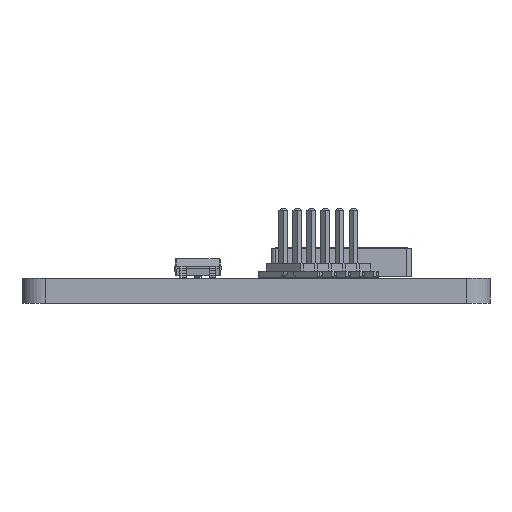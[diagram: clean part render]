
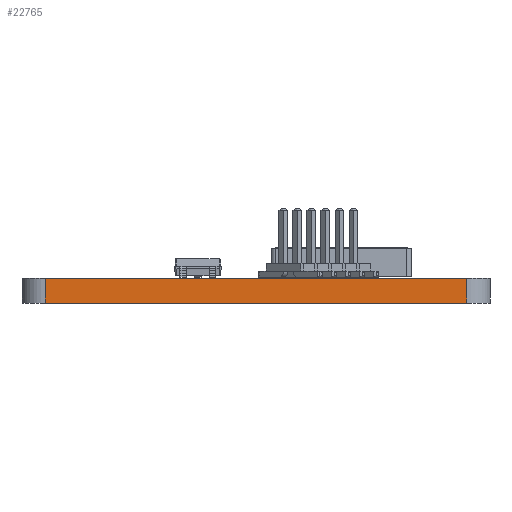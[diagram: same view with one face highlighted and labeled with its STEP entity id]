
A CAD part, front view. The second image highlights one B-rep face of the part: STEP entity #22765.
In plain terms, the highlighted planar face has unit normal (0, -1, 0).
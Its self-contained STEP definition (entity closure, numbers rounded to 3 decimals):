
#22582 = CYLINDRICAL_SURFACE('',#22583,1.5);
#22583 = AXIS2_PLACEMENT_3D('',#22584,#22585,#22586);
#22584 = CARTESIAN_POINT('',(1.5,1.5,0.));
#22585 = DIRECTION('',(0.,0.,-1.));
#22586 = DIRECTION('',(1.,0.,0.));
#22607 = VERTEX_POINT('',#22608);
#22608 = CARTESIAN_POINT('',(1.5,0.,1.6));
#22623 = PLANE('',#22624);
#22624 = AXIS2_PLACEMENT_3D('',#22625,#22626,#22627);
#22625 = CARTESIAN_POINT('',(15.,39.988,1.6));
#22626 = DIRECTION('',(0.,0.,1.));
#22627 = DIRECTION('',(1.,0.,0.));
#22635 = EDGE_CURVE('',#22636,#22607,#22638,.T.);
#22636 = VERTEX_POINT('',#22637);
#22637 = CARTESIAN_POINT('',(1.5,0.,0.));
#22638 = SURFACE_CURVE('',#22639,(#22643,#22650),.PCURVE_S1.);
#22639 = LINE('',#22640,#22641);
#22640 = CARTESIAN_POINT('',(1.5,0.,0.));
#22641 = VECTOR('',#22642,1.);
#22642 = DIRECTION('',(0.,0.,1.));
#22643 = PCURVE('',#22582,#22644);
#22644 = DEFINITIONAL_REPRESENTATION('',(#22645),#22649);
#22645 = LINE('',#22646,#22647);
#22646 = CARTESIAN_POINT('',(-4.712,0.));
#22647 = VECTOR('',#22648,1.);
#22648 = DIRECTION('',(0.,-1.));
#22649 = ( GEOMETRIC_REPRESENTATION_CONTEXT(2) 
PARAMETRIC_REPRESENTATION_CONTEXT() REPRESENTATION_CONTEXT('2D SPACE',''
  ) );
#22650 = PCURVE('',#22651,#22656);
#22651 = PLANE('',#22652);
#22652 = AXIS2_PLACEMENT_3D('',#22653,#22654,#22655);
#22653 = CARTESIAN_POINT('',(28.5,0.,0.));
#22654 = DIRECTION('',(0.,-1.,0.));
#22655 = DIRECTION('',(-1.,0.,0.));
#22656 = DEFINITIONAL_REPRESENTATION('',(#22657),#22661);
#22657 = LINE('',#22658,#22659);
#22658 = CARTESIAN_POINT('',(27.,0.));
#22659 = VECTOR('',#22660,1.);
#22660 = DIRECTION('',(0.,-1.));
#22661 = ( GEOMETRIC_REPRESENTATION_CONTEXT(2) 
PARAMETRIC_REPRESENTATION_CONTEXT() REPRESENTATION_CONTEXT('2D SPACE',''
  ) );
#22678 = PLANE('',#22679);
#22679 = AXIS2_PLACEMENT_3D('',#22680,#22681,#22682);
#22680 = CARTESIAN_POINT('',(15.,39.988,0.));
#22681 = DIRECTION('',(0.,0.,1.));
#22682 = DIRECTION('',(1.,0.,0.));
#22765 = ADVANCED_FACE('',(#22766),#22651,.T.);
#22766 = FACE_BOUND('',#22767,.T.);
#22767 = EDGE_LOOP('',(#22768,#22798,#22819,#22820));
#22768 = ORIENTED_EDGE('',*,*,#22769,.T.);
#22769 = EDGE_CURVE('',#22770,#22772,#22774,.T.);
#22770 = VERTEX_POINT('',#22771);
#22771 = CARTESIAN_POINT('',(28.5,0.,0.));
#22772 = VERTEX_POINT('',#22773);
#22773 = CARTESIAN_POINT('',(28.5,0.,1.6));
#22774 = SURFACE_CURVE('',#22775,(#22779,#22786),.PCURVE_S1.);
#22775 = LINE('',#22776,#22777);
#22776 = CARTESIAN_POINT('',(28.5,0.,0.));
#22777 = VECTOR('',#22778,1.);
#22778 = DIRECTION('',(0.,0.,1.));
#22779 = PCURVE('',#22651,#22780);
#22780 = DEFINITIONAL_REPRESENTATION('',(#22781),#22785);
#22781 = LINE('',#22782,#22783);
#22782 = CARTESIAN_POINT('',(0.,0.));
#22783 = VECTOR('',#22784,1.);
#22784 = DIRECTION('',(0.,-1.));
#22785 = ( GEOMETRIC_REPRESENTATION_CONTEXT(2) 
PARAMETRIC_REPRESENTATION_CONTEXT() REPRESENTATION_CONTEXT('2D SPACE',''
  ) );
#22786 = PCURVE('',#22787,#22792);
#22787 = CYLINDRICAL_SURFACE('',#22788,1.5);
#22788 = AXIS2_PLACEMENT_3D('',#22789,#22790,#22791);
#22789 = CARTESIAN_POINT('',(28.5,1.5,0.));
#22790 = DIRECTION('',(0.,0.,-1.));
#22791 = DIRECTION('',(1.,0.,0.));
#22792 = DEFINITIONAL_REPRESENTATION('',(#22793),#22797);
#22793 = LINE('',#22794,#22795);
#22794 = CARTESIAN_POINT('',(-4.712,0.));
#22795 = VECTOR('',#22796,1.);
#22796 = DIRECTION('',(0.,-1.));
#22797 = ( GEOMETRIC_REPRESENTATION_CONTEXT(2) 
PARAMETRIC_REPRESENTATION_CONTEXT() REPRESENTATION_CONTEXT('2D SPACE',''
  ) );
#22798 = ORIENTED_EDGE('',*,*,#22799,.T.);
#22799 = EDGE_CURVE('',#22772,#22607,#22800,.T.);
#22800 = SURFACE_CURVE('',#22801,(#22805,#22812),.PCURVE_S1.);
#22801 = LINE('',#22802,#22803);
#22802 = CARTESIAN_POINT('',(28.5,0.,1.6));
#22803 = VECTOR('',#22804,1.);
#22804 = DIRECTION('',(-1.,0.,0.));
#22805 = PCURVE('',#22651,#22806);
#22806 = DEFINITIONAL_REPRESENTATION('',(#22807),#22811);
#22807 = LINE('',#22808,#22809);
#22808 = CARTESIAN_POINT('',(0.,-1.6));
#22809 = VECTOR('',#22810,1.);
#22810 = DIRECTION('',(1.,0.));
#22811 = ( GEOMETRIC_REPRESENTATION_CONTEXT(2) 
PARAMETRIC_REPRESENTATION_CONTEXT() REPRESENTATION_CONTEXT('2D SPACE',''
  ) );
#22812 = PCURVE('',#22623,#22813);
#22813 = DEFINITIONAL_REPRESENTATION('',(#22814),#22818);
#22814 = LINE('',#22815,#22816);
#22815 = CARTESIAN_POINT('',(13.5,-39.988));
#22816 = VECTOR('',#22817,1.);
#22817 = DIRECTION('',(-1.,0.));
#22818 = ( GEOMETRIC_REPRESENTATION_CONTEXT(2) 
PARAMETRIC_REPRESENTATION_CONTEXT() REPRESENTATION_CONTEXT('2D SPACE',''
  ) );
#22819 = ORIENTED_EDGE('',*,*,#22635,.F.);
#22820 = ORIENTED_EDGE('',*,*,#22821,.F.);
#22821 = EDGE_CURVE('',#22770,#22636,#22822,.T.);
#22822 = SURFACE_CURVE('',#22823,(#22827,#22834),.PCURVE_S1.);
#22823 = LINE('',#22824,#22825);
#22824 = CARTESIAN_POINT('',(28.5,0.,0.));
#22825 = VECTOR('',#22826,1.);
#22826 = DIRECTION('',(-1.,0.,0.));
#22827 = PCURVE('',#22651,#22828);
#22828 = DEFINITIONAL_REPRESENTATION('',(#22829),#22833);
#22829 = LINE('',#22830,#22831);
#22830 = CARTESIAN_POINT('',(0.,0.));
#22831 = VECTOR('',#22832,1.);
#22832 = DIRECTION('',(1.,0.));
#22833 = ( GEOMETRIC_REPRESENTATION_CONTEXT(2) 
PARAMETRIC_REPRESENTATION_CONTEXT() REPRESENTATION_CONTEXT('2D SPACE',''
  ) );
#22834 = PCURVE('',#22678,#22835);
#22835 = DEFINITIONAL_REPRESENTATION('',(#22836),#22840);
#22836 = LINE('',#22837,#22838);
#22837 = CARTESIAN_POINT('',(13.5,-39.988));
#22838 = VECTOR('',#22839,1.);
#22839 = DIRECTION('',(-1.,0.));
#22840 = ( GEOMETRIC_REPRESENTATION_CONTEXT(2) 
PARAMETRIC_REPRESENTATION_CONTEXT() REPRESENTATION_CONTEXT('2D SPACE',''
  ) );
